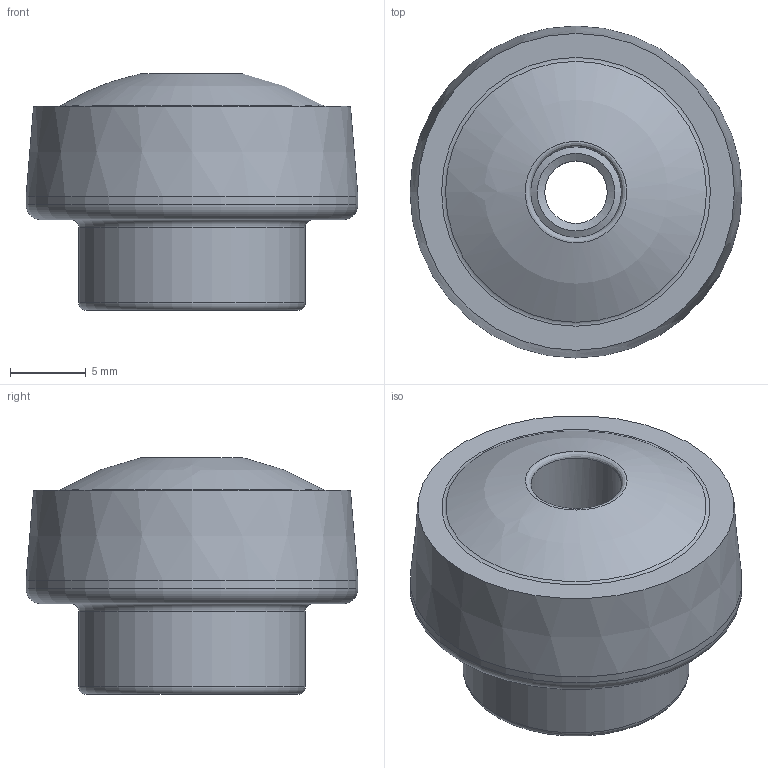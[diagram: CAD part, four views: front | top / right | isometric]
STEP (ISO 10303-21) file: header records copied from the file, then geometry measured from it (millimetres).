
FILE_DESCRIPTION( ( 'Unknown' ), '1' );
FILE_NAME( '6128150_VBZ22_FP_M05.stp', 'Unknown', ( 'Unknown' ), ( 'Unknown' ), 'PSStep 11.0', 'Unknown', ' ' );
FILE_SCHEMA( ( 'AUTOMOTIVE_DESIGN { 1 0 10303 214 1 1 1 1 }' ) );
Length unit declared in the file: millimetre
Products named in the file (1): 6128150
Bounding box: 21.96 x 21.96 x 15.66 mm (x, y, z)
Volume: 3803 mm3; surface area: 1685.5 mm2
Topology: 1 solids, 1 shells, 17 faces, 35 edges, 21 vertices
Faces by surface type: torus 4, cylinder 4, plane 3, cone 3, sphere 2, bspline 1
Full cylindrical faces by diameter (mm): 4.134 x1, 6 x1, 15 x1, 21.96 x1
Entity records: 1476 total; most frequent: CARTESIAN_POINT 1038, DIRECTION 64, EDGE_LOOP 34, ORIENTED_EDGE 34, AXIS2_PLACEMENT_3D 32, FACE_OUTER_BOUND 28, STYLED_ITEM 17, PRESENTATION_STYLE_ASSIGNMENT 17
